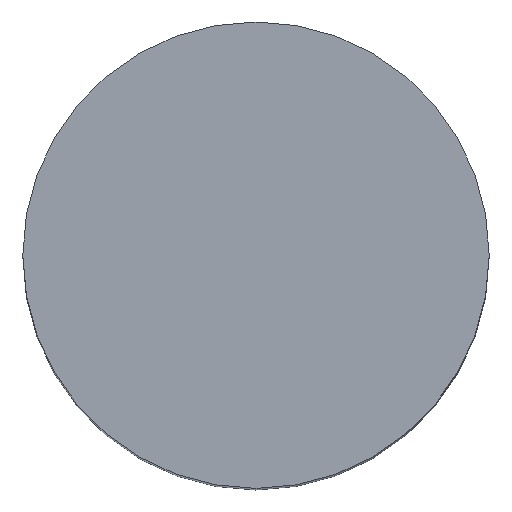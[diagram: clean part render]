
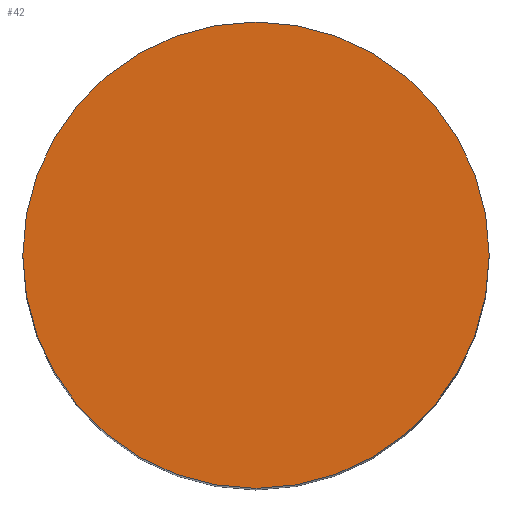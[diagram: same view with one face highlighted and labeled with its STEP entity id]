
A CAD part, top view. The second image highlights one B-rep face of the part: STEP entity #42.
In plain terms, the highlighted planar face has unit normal (0, 0, 1).
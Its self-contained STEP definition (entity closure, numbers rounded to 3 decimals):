
#14=PLANE('',#61);
#17=FACE_OUTER_BOUND('',#20,.T.);
#20=EDGE_LOOP('',(#35));
#24=CIRCLE('',#59,2.5);
#26=VERTEX_POINT('',#78);
#28=EDGE_CURVE('',#26,#26,#24,.T.);
#35=ORIENTED_EDGE('',*,*,#28,.T.);
#42=ADVANCED_FACE('',(#17),#14,.T.);
#59=AXIS2_PLACEMENT_3D('',#79,#67,#68);
#61=AXIS2_PLACEMENT_3D('',#83,#72,#73);
#67=DIRECTION('center_axis',(0.,0.,1.));
#68=DIRECTION('ref_axis',(1.,0.,0.));
#72=DIRECTION('center_axis',(0.,0.,1.));
#73=DIRECTION('ref_axis',(1.,0.,0.));
#78=CARTESIAN_POINT('',(-2.5,0.,10.));
#79=CARTESIAN_POINT('Origin',(0.,0.,10.));
#83=CARTESIAN_POINT('Origin',(0.,0.,10.));
